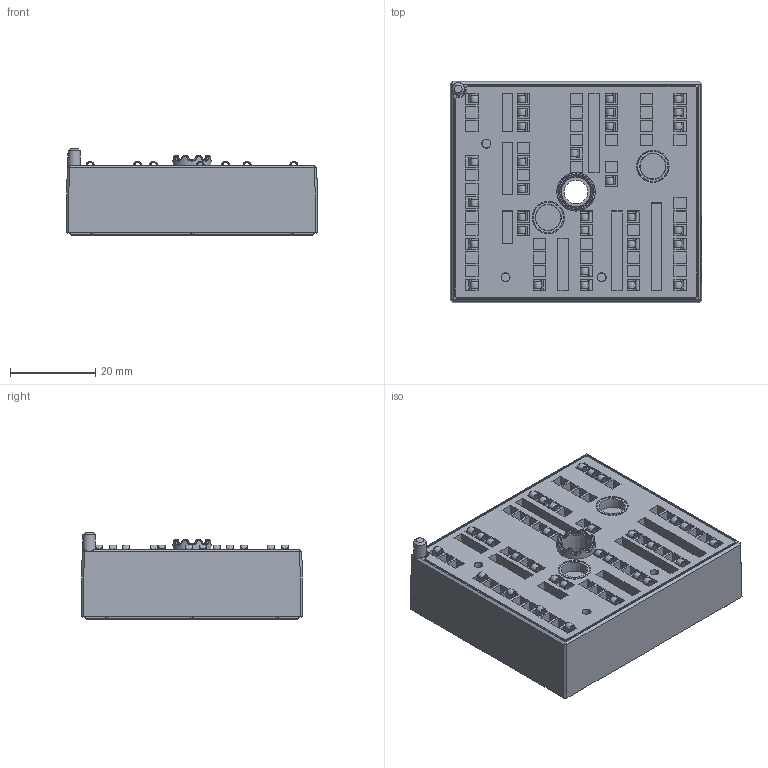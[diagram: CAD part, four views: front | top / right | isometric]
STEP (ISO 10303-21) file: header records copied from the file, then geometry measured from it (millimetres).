
FILE_DESCRIPTION(/* description */ ('Unknown'),/* implementation_level */ '2;1');
FILE_NAME(/* name */ 'MiniSkiiP2-K770(310)-02-OL',/* time_stamp */ '2021-02-17T12:25:51+01:00',/* author */ ('Unknown'),/* organization */ ('Unknown'),/* preprocessor_version */ 'ST-DEVELOPER v16.7',/* originating_system */ 'Solid Edge',/* authorisation */ 'Unknown');
FILE_SCHEMA (('AUTOMOTIVE_DESIGN {1 0 10303 214 3 1 1}'));
Products named in the file (1): MiniSkiiP2-K770-02-OL
Bounding box: 58.99 x 51.99 x 20.29 mm (x, y, z)
Volume: 46631 mm3; surface area: 14009.3 mm2
Topology: 1 solids, 4 shells, 1554 faces, 4237 edges, 2483 vertices
Faces by surface type: plane 975, bspline 412, cylinder 105, torus 53, cone 9
Full cylindrical faces by diameter (mm): 3 x2, 5 x1, 5.5 x1, 6.2 x1, 7.5 x1, 8 x1
Entity records: 50757 total; most frequent: CARTESIAN_POINT 16951, ORIENTED_EDGE 7724, DIRECTION 5563, EDGE_CURVE 3862, LINE 2567, VECTOR 2567, VERTEX_POINT 2469, EDGE_LOOP 1709
